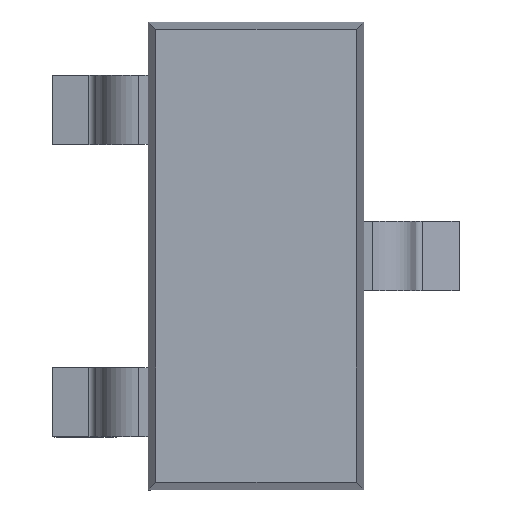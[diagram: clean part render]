
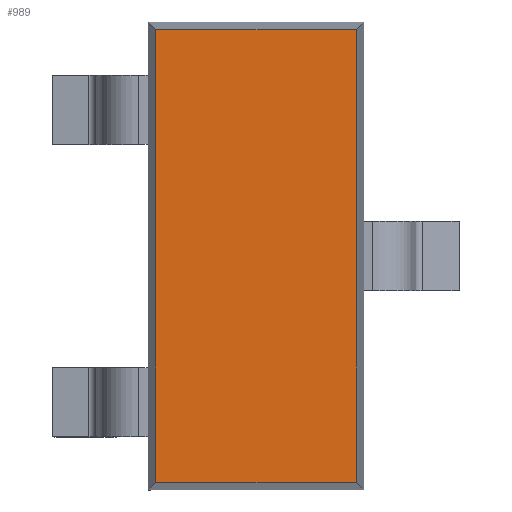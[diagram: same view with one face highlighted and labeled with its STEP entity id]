
A CAD part, top view. The second image highlights one B-rep face of the part: STEP entity #989.
In plain terms, the highlighted planar face has unit normal (0, 0, 1).
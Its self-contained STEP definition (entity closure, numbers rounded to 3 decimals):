
#65=FACE_OUTER_BOUND('',#121,.T.);
#121=EDGE_LOOP('',(#688,#689,#690,#691));
#167=LINE('',#1421,#285);
#181=LINE('',#1451,#299);
#190=LINE('',#1467,#308);
#203=LINE('',#1490,#321);
#285=VECTOR('',#1137,1.3);
#299=VECTOR('',#1157,1.3);
#308=VECTOR('',#1172,2.94);
#321=VECTOR('',#1189,2.94);
#402=VERTEX_POINT('',#1417);
#404=VERTEX_POINT('',#1420);
#415=VERTEX_POINT('',#1445);
#417=VERTEX_POINT('',#1449);
#491=EDGE_CURVE('',#404,#402,#167,.T.);
#505=EDGE_CURVE('',#415,#417,#181,.T.);
#514=EDGE_CURVE('',#417,#404,#190,.T.);
#527=EDGE_CURVE('',#402,#415,#203,.T.);
#688=ORIENTED_EDGE('',*,*,#491,.T.);
#689=ORIENTED_EDGE('',*,*,#527,.T.);
#690=ORIENTED_EDGE('',*,*,#505,.T.);
#691=ORIENTED_EDGE('',*,*,#514,.T.);
#927=PLANE('',#1060);
#989=ADVANCED_FACE('',(#65),#927,.T.);
#1060=AXIS2_PLACEMENT_3D('',#1497,#1198,#1199);
#1137=DIRECTION('',(-1.,0.,0.));
#1157=DIRECTION('',(1.,0.,0.));
#1172=DIRECTION('',(0.,1.,0.));
#1189=DIRECTION('',(0.,-1.,0.));
#1198=DIRECTION('center_axis',(0.,0.,1.));
#1199=DIRECTION('ref_axis',(0.,-1.,0.));
#1417=CARTESIAN_POINT('',(-0.65,1.47,1.12));
#1420=CARTESIAN_POINT('',(0.65,1.47,1.12));
#1421=CARTESIAN_POINT('',(-0.35,1.47,1.12));
#1445=CARTESIAN_POINT('',(-0.65,-1.47,1.12));
#1449=CARTESIAN_POINT('',(0.65,-1.47,1.12));
#1451=CARTESIAN_POINT('',(-0.35,-1.47,1.12));
#1467=CARTESIAN_POINT('',(0.65,-0.76,1.12));
#1490=CARTESIAN_POINT('',(-0.65,-0.76,1.12));
#1497=CARTESIAN_POINT('Origin',(0.,0.,1.12));
